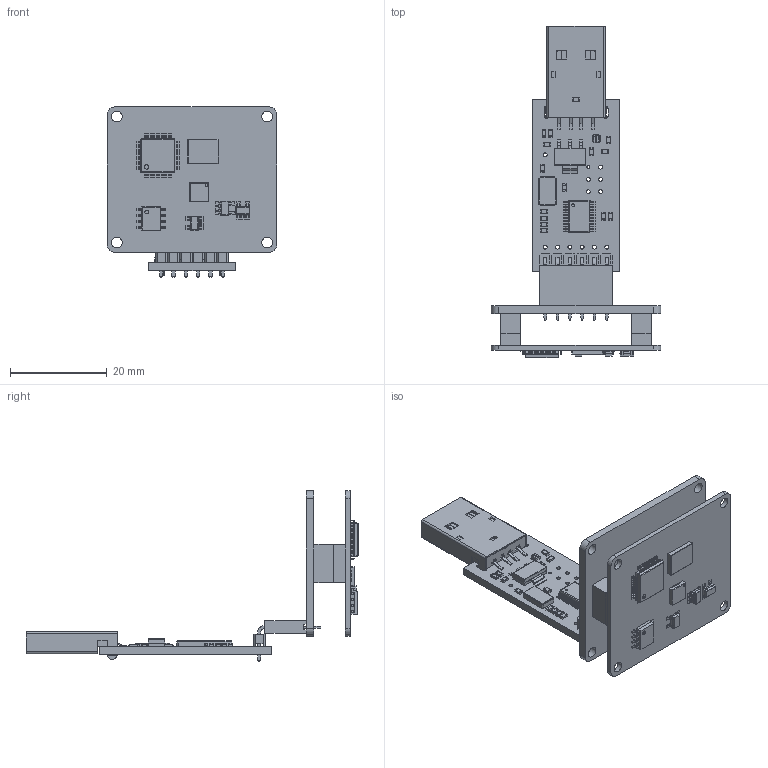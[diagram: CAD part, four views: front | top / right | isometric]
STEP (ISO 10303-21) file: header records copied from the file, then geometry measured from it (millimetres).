
FILE_DESCRIPTION(/* description */ (''),/* implementation_level */ '2;1');
FILE_NAME(/* name */ 'USB-Stick-Assembly-MR60FDA1-60GHz-Radar.step',/* time_stamp */ '2023-03-13T20:08:51-07:00',/* author */ (''),/* organization */ (''),/* preprocessor_version */ 'ST-DEVELOPER v19.2',/* originating_system */ 'Autodesk Translation Framework v11.17.0.187',/* authorisation */ '');
FILE_SCHEMA (('AUTOMOTIVE_DESIGN { 1 0 10303 214 3 1 1 }'));
Products named in the file (51): USB-Stick-Assem-MR60FDA1 60GHz Radar PCB; MR60FDA1 PCB; 2.0mm Headers (M); LQFP48 STM v1; Designator1.step; 5059527424.step; Body.step; Open_CASCADE_STEP_translator_6.8_13.2.1.step_Varsaylan; Open_CASCADE_STEP_translator_6.8_13.1.step_Varsay
lan; Leader.step_Varsaylan; Leader-0.step_Varsaylan; SOIC-8 v1; sot23-5 v3; QFN-20 (4x4x0.9) v1; QFN-20 (4x4x0.9); Part 15; Part 14; Part 13; Part 16; Part 17; Part 22; Part 21; Part 18; Part 19; Part 20; Part 12; Part 11; Part 8; Part 9; Part 10; Part 7; Part 6; Part 3; Part 4; Part 5; Part 2; Part 1; Component53; Custom PCB; 2.0mm Headers (F) ...
Assembly tree (98 placements, depth 7):
  USB-Stick-Assem-MR60FDA1 60GHz Radar PCB
    MR60FDA1 PCB
      2.0mm Headers (M)
      LQFP48 STM v1
        Designator1.step
          5059527424.step
            Body.step
              Open_CASCADE_STEP_translator_6.8_13.2.1.step_Varsaylan
            Open_CASCADE_STEP_translator_6.8_13.1.step_Varsay
lan
            Leader.step_Varsaylan  x24
            Leader-0.step_Varsaylan  x24
      SOIC-8 v1
      sot23-5 v3  x3
      QFN-20 (4x4x0.9) v1
        QFN-20 (4x4x0.9)
          Part 15
          Part 14
          Part 13
          Part 16
          Part 17
          Part 22
          Part 21
          Part 18
          Part 19
          Part 20
          Part 12
          Part 11
          Part 8
          Part 9
          Part 10
          Part 7
          Part 6
          Part 3
          Part 4
          Part 5
          Part 2
          Part 1
      Component53
    Custom PCB
      2.0mm Headers (F)
    female-PBS-6 v1
    ftdi-USB-Dongle_V2 v3
      STM32F070-minidongle
      6Pin v1
        6Pin
          Fusion
          Fusion001
          Fusion002
          Fusion003
          Fusion004
          Fusion005
Bounding box: 35 x 68.51 x 35.12 mm (x, y, z)
Volume: 3598.7 mm3; surface area: 10048.7 mm2
Topology: 119 solids, 202 shells, 3321 faces, 8926 edges, 5833 vertices
Faces by surface type: plane 2542, cylinder 703, sphere 62, bspline 14
Full cylindrical faces by diameter (mm): 0.5 x1, 0.6 x1, 0.8 x19, 0.875 x1, 1.1 x2, 1.295 x6, 2.2 x8
Entity records: 72410 total; most frequent: CARTESIAN_POINT 14412, DIRECTION 11075, ORIENTED_EDGE 10645, EDGE_CURVE 6108, LINE 4967, VECTOR 4967, VERTEX_POINT 4249, AXIS2_PLACEMENT_3D 3054
